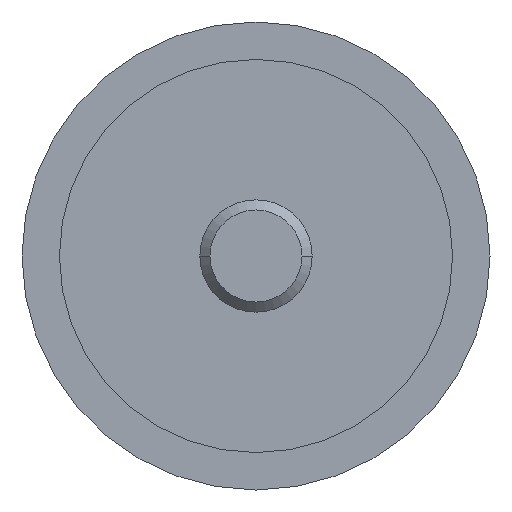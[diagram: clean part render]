
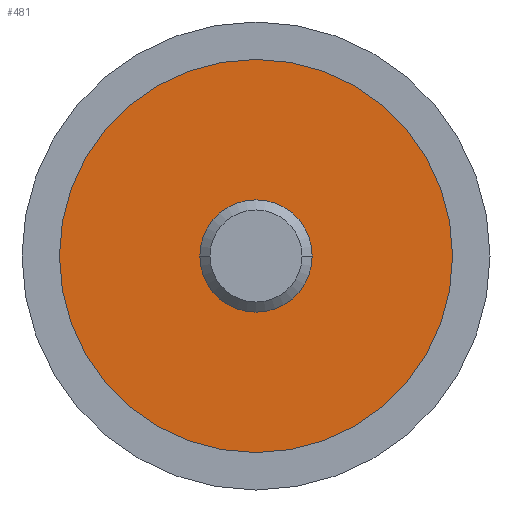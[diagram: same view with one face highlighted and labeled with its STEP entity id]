
A CAD part, front view. The second image highlights one B-rep face of the part: STEP entity #481.
In plain terms, the highlighted planar face has unit normal (0, -1, 0).
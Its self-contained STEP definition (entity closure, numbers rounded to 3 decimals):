
#341=VERTEX_POINT('',#710);
#343=EDGE_CURVE('',#341,#413,#712,.T.);
#353=VERTEX_POINT('',#722);
#377=EDGE_CURVE('',#515,#353,#750,.T.);
#401=EDGE_CURVE('',#413,#341,#776,.T.);
#413=VERTEX_POINT('',#791);
#479=EDGE_CURVE('',#353,#515,#862,.T.);
#481=ADVANCED_FACE('',(#864,#865),#866,.T.);
#515=VERTEX_POINT('',#906);
#710=CARTESIAN_POINT('',(-3.0,0.0,0.));
#712=CIRCLE('',#1144,3.0);
#722=CARTESIAN_POINT('',(-10.5,0.0,0.));
#750=CIRCLE('',#1192,10.5);
#776=CIRCLE('',#1228,3.0);
#791=CARTESIAN_POINT('',(3.0,0.0,0.));
#862=CIRCLE('',#1344,10.5);
#864=FACE_BOUND('',#1346,.T.);
#865=FACE_OUTER_BOUND('',#1347,.T.);
#866=PLANE('',#1348);
#906=CARTESIAN_POINT('',(10.5,0.0,0.0));
#1144=AXIS2_PLACEMENT_3D('',#1623,#1624,#1625);
#1192=AXIS2_PLACEMENT_3D('',#1675,#1676,#1677);
#1228=AXIS2_PLACEMENT_3D('',#1703,#1704,#1705);
#1344=AXIS2_PLACEMENT_3D('',#1794,#1795,#1796);
#1346=EDGE_LOOP('',(#1798,#1799));
#1347=EDGE_LOOP('',(#1800,#1801));
#1348=AXIS2_PLACEMENT_3D('',#1802,#1803,#1804);
#1623=CARTESIAN_POINT('',(0.0,0.0,0.0));
#1624=DIRECTION('',(-0.0,1.0,0.0));
#1625=DIRECTION('',(1.0,0.0,0.0));
#1675=CARTESIAN_POINT('',(0.0,0.0,0.0));
#1676=DIRECTION('',(0.0,-1.0,0.0));
#1677=DIRECTION('',(1.0,0.0,0.0));
#1703=CARTESIAN_POINT('',(0.0,0.0,0.0));
#1704=DIRECTION('',(-0.0,1.0,0.0));
#1705=DIRECTION('',(1.0,0.0,0.0));
#1794=CARTESIAN_POINT('',(0.0,0.0,0.0));
#1795=DIRECTION('',(0.0,-1.0,0.0));
#1796=DIRECTION('',(1.0,0.0,0.0));
#1798=ORIENTED_EDGE('',*,*,#343,.T.);
#1799=ORIENTED_EDGE('',*,*,#401,.T.);
#1800=ORIENTED_EDGE('',*,*,#377,.T.);
#1801=ORIENTED_EDGE('',*,*,#479,.T.);
#1802=CARTESIAN_POINT('',(0.0,0.0,0.0));
#1803=DIRECTION('',(0.0,-1.0,0.0));
#1804=DIRECTION('',(-1.0,0.0,0.0));
